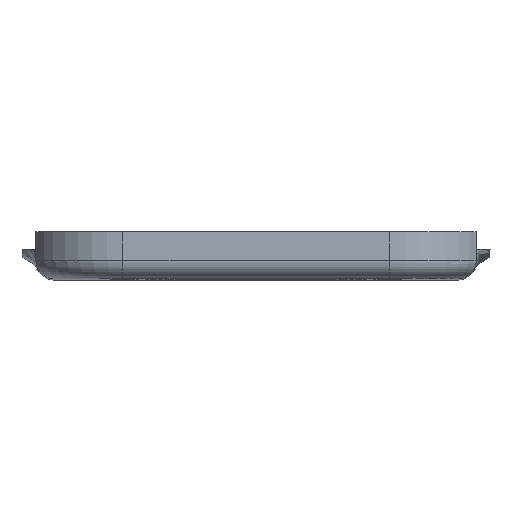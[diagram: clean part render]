
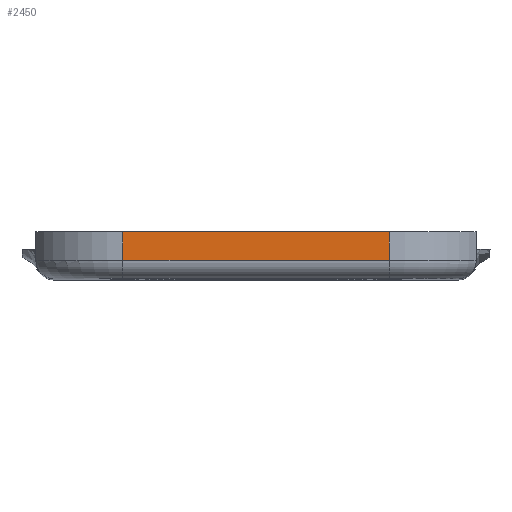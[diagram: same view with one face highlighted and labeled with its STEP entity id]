
A CAD part, top view. The second image highlights one B-rep face of the part: STEP entity #2450.
In plain terms, the highlighted planar face has unit normal (0, 0, 1).
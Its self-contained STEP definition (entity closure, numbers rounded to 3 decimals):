
#246=FACE_OUTER_BOUND('',#408,.T.);
#408=EDGE_LOOP('',(#1904,#1905,#1906,#1907));
#621=LINE('',#3667,#884);
#649=LINE('',#3813,#912);
#653=LINE('',#3851,#916);
#654=LINE('',#3853,#917);
#884=VECTOR('',#2939,10.);
#912=VECTOR('',#3073,10.);
#916=VECTOR('',#3105,10.);
#917=VECTOR('',#3108,10.);
#1113=VERTEX_POINT('',#3664);
#1114=VERTEX_POINT('',#3666);
#1162=VERTEX_POINT('',#3790);
#1165=VERTEX_POINT('',#3811);
#1380=EDGE_CURVE('',#1113,#1114,#621,.T.);
#1438=EDGE_CURVE('',#1165,#1162,#649,.T.);
#1451=EDGE_CURVE('',#1162,#1113,#653,.T.);
#1452=EDGE_CURVE('',#1165,#1114,#654,.T.);
#1904=ORIENTED_EDGE('',*,*,#1380,.F.);
#1905=ORIENTED_EDGE('',*,*,#1451,.F.);
#1906=ORIENTED_EDGE('',*,*,#1438,.F.);
#1907=ORIENTED_EDGE('',*,*,#1452,.T.);
#2339=PLANE('',#2633);
#2450=ADVANCED_FACE('',(#246),#2339,.T.);
#2633=AXIS2_PLACEMENT_3D('',#3852,#3106,#3107);
#2939=DIRECTION('',(1.,0.,0.));
#3073=DIRECTION('',(-1.,0.,0.));
#3105=DIRECTION('',(0.,1.,0.));
#3106=DIRECTION('center_axis',(0.,0.,1.));
#3107=DIRECTION('ref_axis',(-1.,0.,0.));
#3108=DIRECTION('',(0.,1.,0.));
#3664=CARTESIAN_POINT('',(-28.78,8.146,88.91));
#3666=CARTESIAN_POINT('',(28.78,8.146,88.91));
#3667=CARTESIAN_POINT('',(14.389,8.146,88.91));
#3790=CARTESIAN_POINT('',(-28.78,2.,88.91));
#3811=CARTESIAN_POINT('',(28.78,2.,88.91));
#3813=CARTESIAN_POINT('',(14.389,2.,88.91));
#3851=CARTESIAN_POINT('',(-28.78,0.,88.91));
#3852=CARTESIAN_POINT('Origin',(28.78,0.,88.91));
#3853=CARTESIAN_POINT('',(28.78,0.,88.91));
